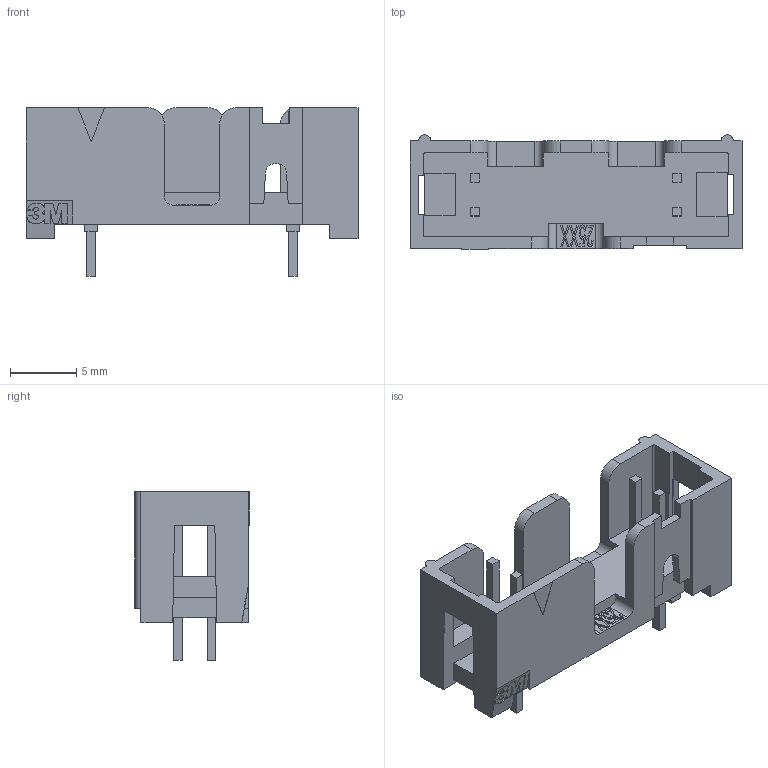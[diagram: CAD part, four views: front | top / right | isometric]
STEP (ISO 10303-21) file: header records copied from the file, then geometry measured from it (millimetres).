
FILE_DESCRIPTION(('FreeCAD Model'),'2;1');
FILE_NAME('78-5110-0019-8.step','2018-06-09T19:41:24' ,('kicad StepUp'),('ksu MCAD'),'Open CASCADE STEP processor 6.8', 'FreeCAD','Unknown');
FILE_SCHEMA(('AUTOMOTIVE_DESIGN_CC2 { 1 2 10303 214 -1 1 5 4 }'));
Length unit declared in the file: millimetre
Products named in the file (2): ASSEMBLY; 78-5110-0019-8
Assembly tree (1 placements, depth 2):
  ASSEMBLY
    78-5110-0019-8
Bounding box: 25.1 x 8.64 x 12.75 mm (x, y, z)
Volume: 720.8 mm3; surface area: 1408.7 mm2
Topology: 1 solids, 1 shells, 235 faces, 657 edges, 436 vertices
Faces by surface type: plane 196, cylinder 22, extrusion 17
Entity records: 7978 total; most frequent: CARTESIAN_POINT 2020, ORIENTED_EDGE 1314, DIRECTION 1063, EDGE_CURVE 657, VECTOR 535, LINE 518, VERTEX_POINT 436, AXIS2_PLACEMENT_3D 264
